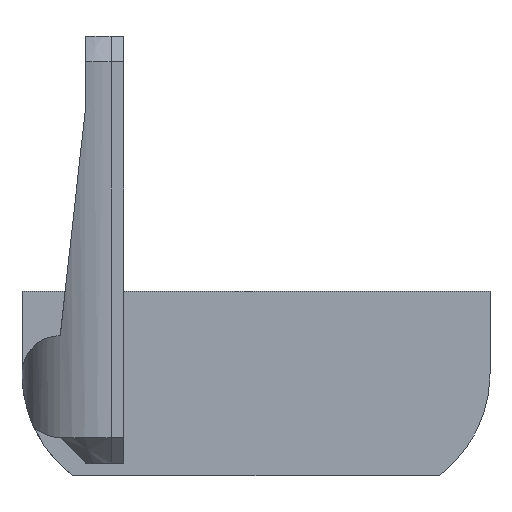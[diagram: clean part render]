
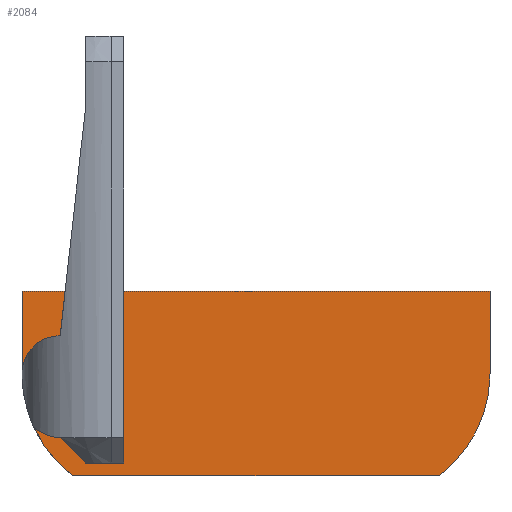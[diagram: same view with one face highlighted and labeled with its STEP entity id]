
A CAD part, front view. The second image highlights one B-rep face of the part: STEP entity #2084.
In plain terms, the highlighted planar face has unit normal (0, -1, 0).
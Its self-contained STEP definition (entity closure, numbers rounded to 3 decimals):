
#61 = EDGE_CURVE('',#62,#64,#66,.T.);
#62 = VERTEX_POINT('',#63);
#63 = CARTESIAN_POINT('',(0.897,-22.,11.861)
  );
#64 = VERTEX_POINT('',#65);
#65 = CARTESIAN_POINT('',(4.,-22.,8.));
#66 = CIRCLE('',#67,10.);
#67 = AXIS2_PLACEMENT_3D('',#68,#69,#70);
#68 = CARTESIAN_POINT('',(10.,-22.,16.));
#69 = DIRECTION('',(0.,-1.,0.));
#70 = DIRECTION('',(0.,0.,-1.));
#92 = VERTEX_POINT('',#93);
#93 = CARTESIAN_POINT('',(0.,-22.,16.));
#138 = EDGE_CURVE('',#139,#141,#143,.T.);
#139 = VERTEX_POINT('',#140);
#140 = CARTESIAN_POINT('',(32.738,-22.,8.));
#141 = VERTEX_POINT('',#142);
#142 = CARTESIAN_POINT('',(36.738,-22.,16.));
#143 = CIRCLE('',#144,10.);
#144 = AXIS2_PLACEMENT_3D('',#145,#146,#147);
#145 = CARTESIAN_POINT('',(26.738,-22.,16.));
#146 = DIRECTION('',(0.,-1.,0.));
#147 = DIRECTION('',(1.,0.,0.));
#189 = EDGE_CURVE('',#190,#92,#192,.T.);
#190 = VERTEX_POINT('',#191);
#191 = CARTESIAN_POINT('',(0.,-22.,22.5));
#192 = LINE('',#193,#194);
#193 = CARTESIAN_POINT('',(0.,-22.,11.625));
#194 = VECTOR('',#195,1.);
#195 = DIRECTION('',(0.,0.,-1.));
#229 = VERTEX_POINT('',#230);
#230 = CARTESIAN_POINT('',(36.738,-22.,22.5));
#236 = EDGE_CURVE('',#141,#229,#237,.T.);
#237 = LINE('',#238,#239);
#238 = CARTESIAN_POINT('',(36.738,-22.,8.));
#239 = VECTOR('',#240,1.);
#240 = DIRECTION('',(0.,0.,1.));
#1627 = EDGE_CURVE('',#139,#64,#1628,.T.);
#1628 = LINE('',#1629,#1630);
#1629 = CARTESIAN_POINT('',(36.738,-22.,8.));
#1630 = VECTOR('',#1631,1.);
#1631 = DIRECTION('',(-1.,0.,0.));
#1846 = VERTEX_POINT('',#1847);
#1847 = CARTESIAN_POINT('',(8.,-22.,11.));
#1853 = EDGE_CURVE('',#1846,#1854,#1856,.T.);
#1854 = VERTEX_POINT('',#1855);
#1855 = CARTESIAN_POINT('',(8.,-22.,19.));
#1856 = LINE('',#1857,#1858);
#1857 = CARTESIAN_POINT('',(8.,-22.,9.5));
#1858 = VECTOR('',#1859,1.);
#1859 = DIRECTION('',(0.,0.,1.));
#1977 = VERTEX_POINT('',#1978);
#1978 = CARTESIAN_POINT('',(3.,-22.,19.));
#1984 = EDGE_CURVE('',#92,#1977,#1985,.T.);
#1985 = CIRCLE('',#1986,3.);
#1986 = AXIS2_PLACEMENT_3D('',#1987,#1988,#1989);
#1987 = CARTESIAN_POINT('',(3.,-22.,16.));
#1988 = DIRECTION('',(0.,1.,0.));
#1989 = DIRECTION('',(-0.707,0.,0.707));
#2007 = EDGE_CURVE('',#1854,#1977,#2008,.T.);
#2008 = LINE('',#2009,#2010);
#2009 = CARTESIAN_POINT('',(22.369,-22.,19.));
#2010 = VECTOR('',#2011,1.);
#2011 = DIRECTION('',(-1.,0.,0.));
#2041 = EDGE_CURVE('',#2042,#62,#2044,.T.);
#2042 = VERTEX_POINT('',#2043);
#2043 = CARTESIAN_POINT('',(3.,-22.,11.));
#2044 = CIRCLE('',#2045,3.);
#2045 = AXIS2_PLACEMENT_3D('',#2046,#2047,#2048);
#2046 = CARTESIAN_POINT('',(3.,-22.,14.));
#2047 = DIRECTION('',(0.,1.,0.));
#2048 = DIRECTION('',(-0.707,0.,-0.707));
#2067 = EDGE_CURVE('',#229,#190,#2068,.T.);
#2068 = LINE('',#2069,#2070);
#2069 = CARTESIAN_POINT('',(36.738,-22.,22.5));
#2070 = VECTOR('',#2071,1.);
#2071 = DIRECTION('',(-1.,0.,0.));
#2084 = ADVANCED_FACE('',(#2085),#2103,.T.);
#2085 = FACE_BOUND('',#2086,.T.);
#2086 = EDGE_LOOP('',(#2087,#2088,#2089,#2090,#2091,#2092,#2093,#2094,
    #2095,#2096,#2102));
#2087 = ORIENTED_EDGE('',*,*,#61,.T.);
#2088 = ORIENTED_EDGE('',*,*,#1627,.F.);
#2089 = ORIENTED_EDGE('',*,*,#138,.T.);
#2090 = ORIENTED_EDGE('',*,*,#236,.T.);
#2091 = ORIENTED_EDGE('',*,*,#2067,.T.);
#2092 = ORIENTED_EDGE('',*,*,#189,.T.);
#2093 = ORIENTED_EDGE('',*,*,#1984,.T.);
#2094 = ORIENTED_EDGE('',*,*,#2007,.F.);
#2095 = ORIENTED_EDGE('',*,*,#1853,.F.);
#2096 = ORIENTED_EDGE('',*,*,#2097,.F.);
#2097 = EDGE_CURVE('',#2042,#1846,#2098,.T.);
#2098 = LINE('',#2099,#2100);
#2099 = CARTESIAN_POINT('',(18.369,-22.,11.));
#2100 = VECTOR('',#2101,1.);
#2101 = DIRECTION('',(1.,0.,0.));
#2102 = ORIENTED_EDGE('',*,*,#2041,.T.);
#2103 = PLANE('',#2104);
#2104 = AXIS2_PLACEMENT_3D('',#2105,#2106,#2107);
#2105 = CARTESIAN_POINT('',(36.738,-22.,8.));
#2106 = DIRECTION('',(0.,-1.,0.));
#2107 = DIRECTION('',(0.,0.,1.));
